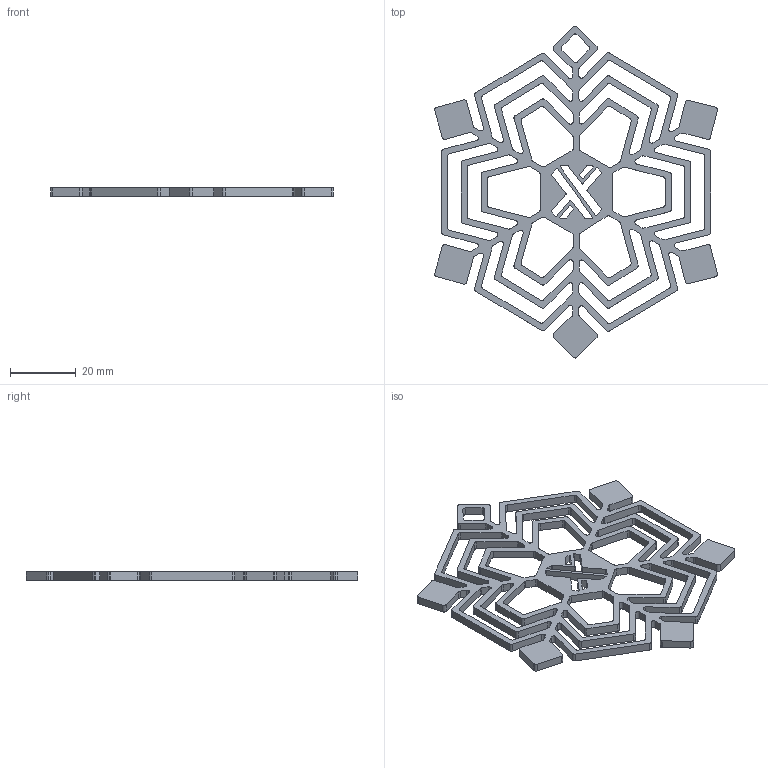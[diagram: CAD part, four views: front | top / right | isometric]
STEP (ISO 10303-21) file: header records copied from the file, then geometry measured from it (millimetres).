
FILE_DESCRIPTION (( 'STEP AP214' ), '1' );
FILE_NAME ('Xomflake.STEP', '2022-12-07T17:13:54', ( '' ), ( '' ), 'SwSTEP 2.0', 'SolidWorks 2021', '' );
FILE_SCHEMA (( 'AUTOMOTIVE_DESIGN' ));
Length unit declared in the file: inch
Products named in the file (1): Xomflake
Bounding box: 85.88 x 100.83 x 2.54 mm (x, y, z)
Volume: 6500.3 mm3; surface area: 10418.2 mm2
Topology: 1 solids, 1 shells, 473 faces, 1413 edges, 942 vertices
Faces by surface type: cylinder 257, plane 216
Entity records: 16213 total; most frequent: DIRECTION 2875, CARTESIAN_POINT 2829, ORIENTED_EDGE 2826, EDGE_CURVE 1413, AXIS2_PLACEMENT_3D 988, VERTEX_POINT 942, LINE 899, VECTOR 899
